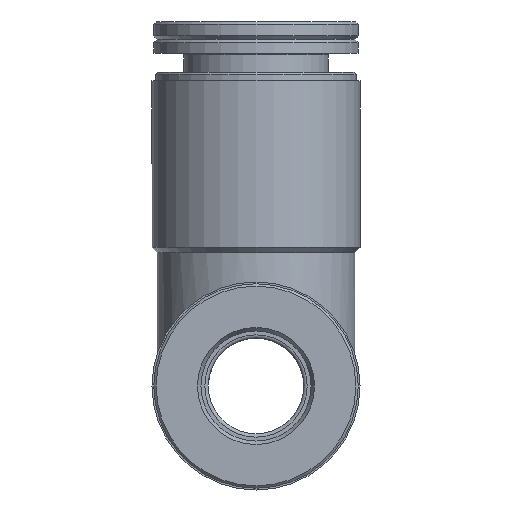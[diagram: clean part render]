
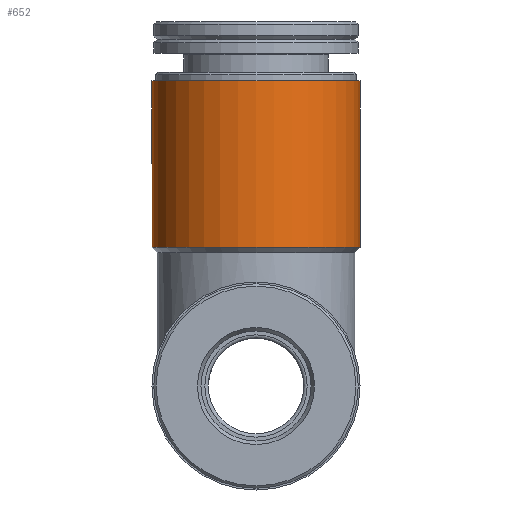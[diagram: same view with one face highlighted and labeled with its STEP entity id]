
A CAD part, left-side view. The second image highlights one B-rep face of the part: STEP entity #652.
In plain terms, the highlighted cylindrical face has radius 6 mm (diameter 12 mm), a full revolution.
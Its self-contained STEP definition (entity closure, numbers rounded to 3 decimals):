
#72=ORIENTED_EDGE('',*,*,#199,.F.);
#73=ORIENTED_EDGE('',*,*,#198,.T.);
#198=EDGE_CURVE('',#262,#262,#322,.T.);
#199=EDGE_CURVE('',#263,#263,#323,.T.);
#262=VERTEX_POINT('',#1119);
#263=VERTEX_POINT('',#1122);
#322=CIRCLE('',#733,6.);
#323=CIRCLE('',#735,6.);
#386=EDGE_LOOP('',(#72));
#387=EDGE_LOOP('',(#73));
#510=FACE_BOUND('',#386,.T.);
#511=FACE_BOUND('',#387,.T.);
#629=CYLINDRICAL_SURFACE('',#734,6.);
#652=ADVANCED_FACE('',(#510,#511),#629,.T.);
#733=AXIS2_PLACEMENT_3D('',#1118,#870,#871);
#734=AXIS2_PLACEMENT_3D('',#1120,#872,#873);
#735=AXIS2_PLACEMENT_3D('',#1121,#874,#875);
#870=DIRECTION('',(0.,0.,1.));
#871=DIRECTION('',(0.,-1.,0.));
#872=DIRECTION('',(0.,0.,1.));
#873=DIRECTION('',(0.,-1.,0.));
#874=DIRECTION('',(0.,0.,1.));
#875=DIRECTION('',(0.,-1.,0.));
#1118=CARTESIAN_POINT('',(0.,0.,8.));
#1119=CARTESIAN_POINT('',(0.,-6.,8.));
#1120=CARTESIAN_POINT('',(0.,0.,21.));
#1121=CARTESIAN_POINT('',(0.,0.,17.6));
#1122=CARTESIAN_POINT('',(0.,-6.,17.6));
